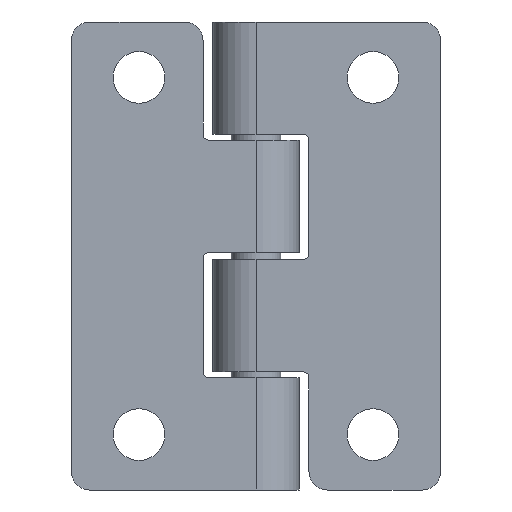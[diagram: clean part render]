
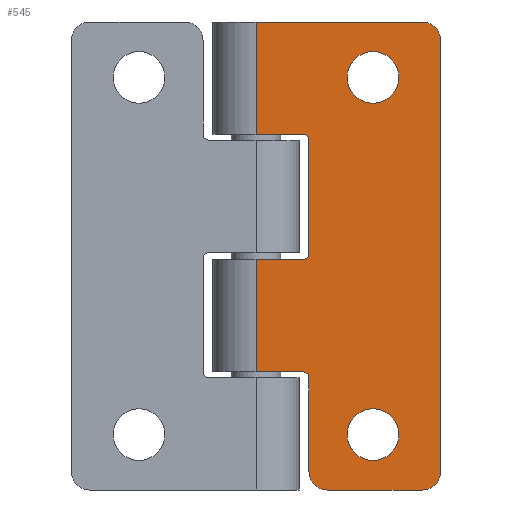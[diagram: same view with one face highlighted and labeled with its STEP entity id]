
A CAD part, front view. The second image highlights one B-rep face of the part: STEP entity #545.
In plain terms, the highlighted planar face has unit normal (0, -1, 0).
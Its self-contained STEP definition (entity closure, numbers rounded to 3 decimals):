
#47=FACE_BOUND('',#127,.T.);
#48=FACE_BOUND('',#128,.T.);
#62=PLANE('',#605);
#89=FACE_OUTER_BOUND('',#126,.T.);
#126=EDGE_LOOP('',(#473,#474,#475,#476,#477,#478,#479,#480,#481,#482,#483,
#484,#485,#486,#487,#488));
#127=EDGE_LOOP('',(#489));
#128=EDGE_LOOP('',(#490));
#143=LINE('',#811,#183);
#146=LINE('',#823,#186);
#153=LINE('',#849,#193);
#157=LINE('',#861,#197);
#166=LINE('',#888,#206);
#168=LINE('',#893,#208);
#169=LINE('',#896,#209);
#171=LINE('',#904,#211);
#177=LINE('',#931,#217);
#178=LINE('',#932,#218);
#183=VECTOR('',#636,7.6);
#186=VECTOR('',#647,3.8);
#193=VECTOR('',#670,3.8);
#197=VECTOR('',#682,7.7);
#206=VECTOR('',#707,35.);
#208=VECTOR('',#715,9.2);
#209=VECTOR('',#718,3.8);
#211=VECTOR('',#726,9.1);
#217=VECTOR('',#762,13.5);
#218=VECTOR('',#763,9.1);
#220=CIRCLE('',#558,0.5);
#221=CIRCLE('',#561,0.5);
#226=CIRCLE('',#568,0.5);
#230=CIRCLE('',#574,1.5);
#235=CIRCLE('',#582,1.5);
#236=CIRCLE('',#585,1.5);
#242=CIRCLE('',#600,2.1);
#244=CIRCLE('',#604,2.1);
#251=VERTEX_POINT('',#801);
#252=VERTEX_POINT('',#803);
#254=VERTEX_POINT('',#809);
#255=VERTEX_POINT('',#813);
#256=VERTEX_POINT('',#814);
#259=VERTEX_POINT('',#822);
#265=VERTEX_POINT('',#835);
#266=VERTEX_POINT('',#837);
#270=VERTEX_POINT('',#847);
#272=VERTEX_POINT('',#853);
#274=VERTEX_POINT('',#859);
#282=VERTEX_POINT('',#881);
#283=VERTEX_POINT('',#883);
#284=VERTEX_POINT('',#887);
#285=VERTEX_POINT('',#895);
#288=VERTEX_POINT('',#903);
#292=VERTEX_POINT('',#922);
#294=VERTEX_POINT('',#928);
#301=EDGE_CURVE('',#251,#252,#220,.T.);
#305=EDGE_CURVE('',#251,#254,#143,.T.);
#306=EDGE_CURVE('',#255,#256,#221,.T.);
#310=EDGE_CURVE('',#259,#256,#146,.T.);
#317=EDGE_CURVE('',#265,#266,#226,.T.);
#323=EDGE_CURVE('',#265,#270,#153,.T.);
#326=EDGE_CURVE('',#272,#254,#230,.T.);
#329=EDGE_CURVE('',#274,#272,#157,.T.);
#341=EDGE_CURVE('',#282,#283,#235,.T.);
#343=EDGE_CURVE('',#284,#283,#166,.T.);
#345=EDGE_CURVE('',#284,#274,#236,.T.);
#346=EDGE_CURVE('',#255,#266,#168,.T.);
#347=EDGE_CURVE('',#285,#252,#169,.T.);
#351=EDGE_CURVE('',#259,#288,#171,.T.);
#360=EDGE_CURVE('',#292,#292,#242,.T.);
#362=EDGE_CURVE('',#294,#294,#244,.T.);
#363=EDGE_CURVE('',#288,#282,#177,.T.);
#364=EDGE_CURVE('',#285,#270,#178,.T.);
#473=ORIENTED_EDGE('',*,*,#326,.F.);
#474=ORIENTED_EDGE('',*,*,#329,.F.);
#475=ORIENTED_EDGE('',*,*,#345,.F.);
#476=ORIENTED_EDGE('',*,*,#343,.T.);
#477=ORIENTED_EDGE('',*,*,#341,.F.);
#478=ORIENTED_EDGE('',*,*,#363,.F.);
#479=ORIENTED_EDGE('',*,*,#351,.F.);
#480=ORIENTED_EDGE('',*,*,#310,.T.);
#481=ORIENTED_EDGE('',*,*,#306,.F.);
#482=ORIENTED_EDGE('',*,*,#346,.T.);
#483=ORIENTED_EDGE('',*,*,#317,.F.);
#484=ORIENTED_EDGE('',*,*,#323,.T.);
#485=ORIENTED_EDGE('',*,*,#364,.F.);
#486=ORIENTED_EDGE('',*,*,#347,.T.);
#487=ORIENTED_EDGE('',*,*,#301,.F.);
#488=ORIENTED_EDGE('',*,*,#305,.T.);
#489=ORIENTED_EDGE('',*,*,#360,.T.);
#490=ORIENTED_EDGE('',*,*,#362,.T.);
#545=ADVANCED_FACE('',(#89,#47,#48),#62,.T.);
#558=AXIS2_PLACEMENT_3D('',#804,#629,#630);
#561=AXIS2_PLACEMENT_3D('',#815,#639,#640);
#568=AXIS2_PLACEMENT_3D('',#838,#659,#660);
#574=AXIS2_PLACEMENT_3D('',#855,#676,#677);
#582=AXIS2_PLACEMENT_3D('',#884,#702,#703);
#585=AXIS2_PLACEMENT_3D('',#891,#711,#712);
#600=AXIS2_PLACEMENT_3D('',#923,#750,#751);
#604=AXIS2_PLACEMENT_3D('',#929,#758,#759);
#605=AXIS2_PLACEMENT_3D('',#930,#760,#761);
#629=DIRECTION('center_axis',(0.,-1.,0.));
#630=DIRECTION('ref_axis',(0.707,0.,0.707));
#636=DIRECTION('',(0.,0.,-1.));
#639=DIRECTION('center_axis',(0.,-1.,0.));
#640=DIRECTION('ref_axis',(0.707,0.,0.707));
#647=DIRECTION('',(1.,0.,0.));
#659=DIRECTION('center_axis',(0.,-1.,0.));
#660=DIRECTION('ref_axis',(0.707,0.,-0.707));
#670=DIRECTION('',(-1.,0.,0.));
#676=DIRECTION('center_axis',(0.,1.,0.));
#677=DIRECTION('ref_axis',(-0.707,0.,-0.707));
#682=DIRECTION('',(-1.,0.,0.));
#702=DIRECTION('center_axis',(0.,1.,0.));
#703=DIRECTION('ref_axis',(0.707,0.,0.707));
#707=DIRECTION('',(0.,0.,1.));
#711=DIRECTION('center_axis',(0.,1.,0.));
#712=DIRECTION('ref_axis',(0.707,0.,-0.707));
#715=DIRECTION('',(0.,0.,-1.));
#718=DIRECTION('',(1.,0.,0.));
#726=DIRECTION('',(0.,0.,1.));
#750=DIRECTION('center_axis',(0.,1.,0.));
#751=DIRECTION('ref_axis',(1.,0.,0.));
#758=DIRECTION('center_axis',(0.,1.,0.));
#759=DIRECTION('ref_axis',(1.,0.,0.));
#760=DIRECTION('center_axis',(0.,-1.,0.));
#761=DIRECTION('ref_axis',(1.,0.,0.));
#762=DIRECTION('',(1.,0.,0.));
#763=DIRECTION('',(0.,0.,1.));
#801=CARTESIAN_POINT('',(4.3,-3.5,-9.9));
#803=CARTESIAN_POINT('',(3.8,-3.5,-9.4));
#804=CARTESIAN_POINT('Origin',(3.8,-3.5,-9.9));
#809=CARTESIAN_POINT('',(4.3,-3.5,-17.5));
#811=CARTESIAN_POINT('',(4.3,-3.5,-9.5));
#813=CARTESIAN_POINT('',(4.3,-3.5,9.4));
#814=CARTESIAN_POINT('',(3.8,-3.5,9.9));
#815=CARTESIAN_POINT('Origin',(3.8,-3.5,9.4));
#822=CARTESIAN_POINT('',(0.,-3.5,9.9));
#823=CARTESIAN_POINT('',(2.15,-3.5,9.9));
#835=CARTESIAN_POINT('',(3.8,-3.5,-0.3));
#837=CARTESIAN_POINT('',(4.3,-3.5,0.2));
#838=CARTESIAN_POINT('Origin',(3.8,-3.5,0.2));
#847=CARTESIAN_POINT('',(0.,-3.5,-0.3));
#849=CARTESIAN_POINT('',(-3.318,-3.5,-0.3));
#853=CARTESIAN_POINT('',(5.8,-3.5,-19.));
#855=CARTESIAN_POINT('Origin',(5.8,-3.5,-17.5));
#859=CARTESIAN_POINT('',(13.5,-3.5,-19.));
#861=CARTESIAN_POINT('',(0.,-3.5,-19.));
#881=CARTESIAN_POINT('',(13.5,-3.5,19.));
#883=CARTESIAN_POINT('',(15.,-3.5,17.5));
#884=CARTESIAN_POINT('Origin',(13.5,-3.5,17.5));
#887=CARTESIAN_POINT('',(15.,-3.5,-17.5));
#888=CARTESIAN_POINT('',(15.,-3.5,0.));
#891=CARTESIAN_POINT('Origin',(13.5,-3.5,-17.5));
#893=CARTESIAN_POINT('',(4.3,-3.5,-0.15));
#895=CARTESIAN_POINT('',(0.,-3.5,-9.4));
#896=CARTESIAN_POINT('',(2.15,-3.5,-9.4));
#903=CARTESIAN_POINT('',(0.,-3.5,19.));
#904=CARTESIAN_POINT('',(0.,-3.5,0.));
#922=CARTESIAN_POINT('',(7.4,-3.5,-14.5));
#923=CARTESIAN_POINT('Origin',(9.5,-3.5,-14.5));
#928=CARTESIAN_POINT('',(7.4,-3.5,14.5));
#929=CARTESIAN_POINT('Origin',(9.5,-3.5,14.5));
#930=CARTESIAN_POINT('Origin',(0.,-3.5,0.));
#931=CARTESIAN_POINT('',(0.,-3.5,19.));
#932=CARTESIAN_POINT('',(0.,-3.5,0.));
